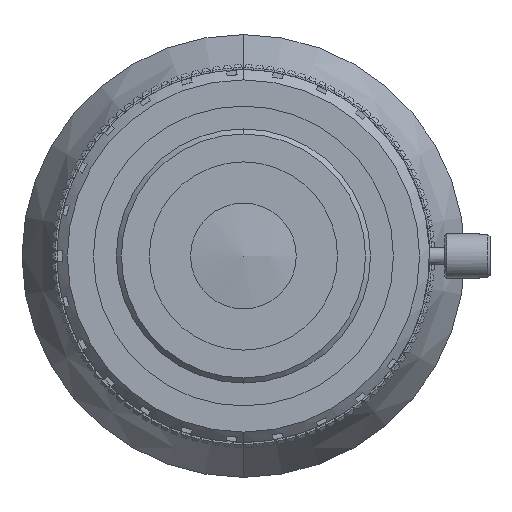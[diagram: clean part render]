
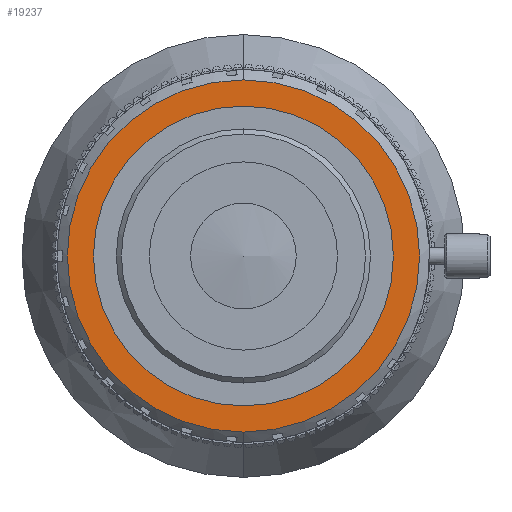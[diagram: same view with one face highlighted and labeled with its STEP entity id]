
A CAD part, front view. The second image highlights one B-rep face of the part: STEP entity #19237.
In plain terms, the highlighted planar face has unit normal (0, -1, 0).
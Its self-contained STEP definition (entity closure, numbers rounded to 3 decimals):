
#520 = EDGE_LOOP ( 'NONE', ( #32320, #18720 ) ) ;
#534 = EDGE_CURVE ( 'NONE', #5730, #16571, #5836, .T. ) ;
#1041 = DIRECTION ( 'NONE',  ( 0., 1., 0. ) ) ;
#1169 = CARTESIAN_POINT ( 'NONE',  ( 0., 4.8, 0. ) ) ;
#1445 = CARTESIAN_POINT ( 'NONE',  ( 0., 4.8, 0. ) ) ;
#1850 = CARTESIAN_POINT ( 'NONE',  ( 0., 4.8, 17.5 ) ) ;
#2391 = AXIS2_PLACEMENT_3D ( 'NONE', #27944, #2899, #14047 ) ;
#2607 = EDGE_CURVE ( 'NONE', #21182, #16674, #20316, .T. ) ;
#2899 = DIRECTION ( 'NONE',  ( 0., -1., 0. ) ) ;
#3788 = FACE_BOUND ( 'NONE', #24646, .T. ) ;
#4461 = DIRECTION ( 'NONE',  ( 0., 0., -1. ) ) ;
#5730 = VERTEX_POINT ( 'NONE', #1850 ) ;
#5836 = CIRCLE ( 'NONE', #21606, 17.5 ) ;
#6719 = ORIENTED_EDGE ( 'NONE', *, *, #2607, .F. ) ;
#10388 = AXIS2_PLACEMENT_3D ( 'NONE', #18361, #29524, #4461 ) ;
#12190 = DIRECTION ( 'NONE',  ( 0., 0., 1. ) ) ;
#12597 = DIRECTION ( 'NONE',  ( 0., -1., 0. ) ) ;
#12888 = AXIS2_PLACEMENT_3D ( 'NONE', #26103, #1041, #12190 ) ;
#14047 = DIRECTION ( 'NONE',  ( 0., 0., -1. ) ) ;
#14943 = PLANE ( 'NONE',  #12888 ) ;
#16571 = VERTEX_POINT ( 'NONE', #27024 ) ;
#16674 = VERTEX_POINT ( 'NONE', #27765 ) ;
#16950 = AXIS2_PLACEMENT_3D ( 'NONE', #1169, #20741, #31891 ) ;
#18136 = CIRCLE ( 'NONE', #2391, 14.9 ) ;
#18361 = CARTESIAN_POINT ( 'NONE',  ( 0., 4.8, 0. ) ) ;
#18448 = EDGE_CURVE ( 'NONE', #16571, #5730, #32712, .T. ) ;
#18720 = ORIENTED_EDGE ( 'NONE', *, *, #18448, .T. ) ;
#19073 = EDGE_CURVE ( 'NONE', #16674, #21182, #18136, .T. ) ;
#19237 = ADVANCED_FACE ( 'NONE', ( #28835, #3788 ), #14943, .F. ) ;
#20316 = CIRCLE ( 'NONE', #10388, 14.9 ) ;
#20741 = DIRECTION ( 'NONE',  ( 0., -1., 0. ) ) ;
#20761 = ORIENTED_EDGE ( 'NONE', *, *, #19073, .F. ) ;
#21182 = VERTEX_POINT ( 'NONE', #35680 ) ;
#21606 = AXIS2_PLACEMENT_3D ( 'NONE', #1445, #12597, #23752 ) ;
#23752 = DIRECTION ( 'NONE',  ( 0., 0., 1. ) ) ;
#24646 = EDGE_LOOP ( 'NONE', ( #6719, #20761 ) ) ;
#26103 = CARTESIAN_POINT ( 'NONE',  ( -14.9, 4.8, 0. ) ) ;
#27024 = CARTESIAN_POINT ( 'NONE',  ( 0., 4.8, -17.5 ) ) ;
#27765 = CARTESIAN_POINT ( 'NONE',  ( 0., 4.8, 14.9 ) ) ;
#27944 = CARTESIAN_POINT ( 'NONE',  ( 0., 4.8, 0. ) ) ;
#28835 = FACE_OUTER_BOUND ( 'NONE', #520, .T. ) ;
#29524 = DIRECTION ( 'NONE',  ( 0., -1., 0. ) ) ;
#31891 = DIRECTION ( 'NONE',  ( 0., 0., 1. ) ) ;
#32320 = ORIENTED_EDGE ( 'NONE', *, *, #534, .T. ) ;
#32712 = CIRCLE ( 'NONE', #16950, 17.5 ) ;
#35680 = CARTESIAN_POINT ( 'NONE',  ( 0., 4.8, -14.9 ) ) ;
